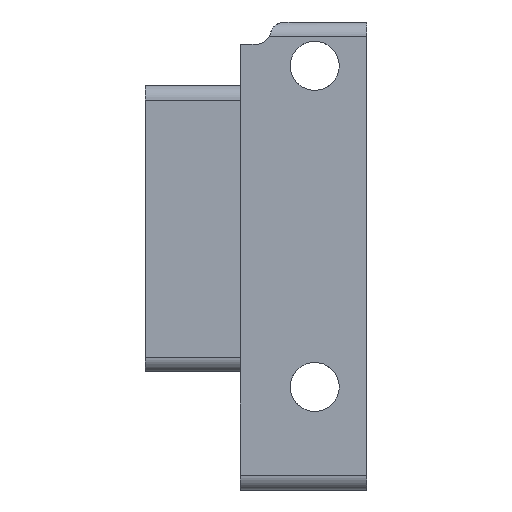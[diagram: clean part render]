
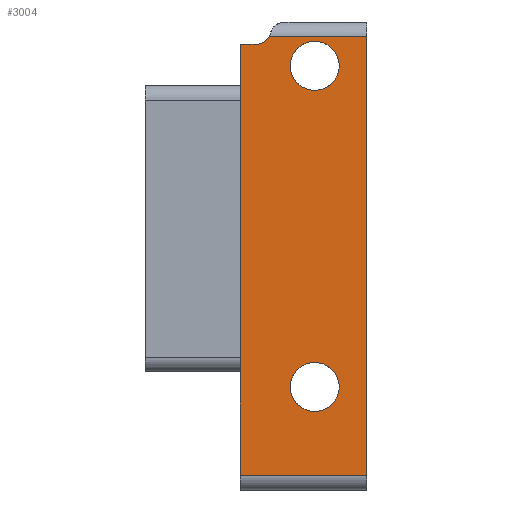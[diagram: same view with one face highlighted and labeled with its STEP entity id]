
A CAD part, left-side view. The second image highlights one B-rep face of the part: STEP entity #3004.
In plain terms, the highlighted planar face has unit normal (-1, 0, 0).
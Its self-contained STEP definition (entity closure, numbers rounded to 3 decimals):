
#49=FACE_BOUND('',#388,.T.);
#50=FACE_BOUND('',#389,.T.);
#98=PLANE('',#3212);
#214=FACE_OUTER_BOUND('',#387,.T.);
#387=EDGE_LOOP('',(#2265,#2266,#2267,#2268,#2269,#2270));
#388=EDGE_LOOP('',(#2271));
#389=EDGE_LOOP('',(#2272));
#525=CIRCLE('',#3140,1.);
#545=CIRCLE('',#3202,1.65);
#546=CIRCLE('',#3204,1.65);
#615=LINE('',#4173,#933);
#618=LINE('',#4185,#936);
#629=LINE('',#4211,#947);
#644=LINE('',#4253,#962);
#658=LINE('',#4314,#976);
#933=VECTOR('',#3383,10.);
#936=VECTOR('',#3394,10.);
#947=VECTOR('',#3417,10.);
#962=VECTOR('',#3446,10.);
#976=VECTOR('',#3494,10.);
#1287=VERTEX_POINT('',#4153);
#1291=VERTEX_POINT('',#4165);
#1293=VERTEX_POINT('',#4171);
#1298=VERTEX_POINT('',#4184);
#1307=VERTEX_POINT('',#4210);
#1327=VERTEX_POINT('',#4252);
#1365=VERTEX_POINT('',#4400);
#1366=VERTEX_POINT('',#4404);
#1587=EDGE_CURVE('',#1291,#1287,#525,.T.);
#1590=EDGE_CURVE('',#1291,#1293,#615,.T.);
#1595=EDGE_CURVE('',#1287,#1298,#618,.T.);
#1609=EDGE_CURVE('',#1298,#1307,#629,.T.);
#1630=EDGE_CURVE('',#1307,#1327,#644,.T.);
#1655=EDGE_CURVE('',#1293,#1327,#658,.T.);
#1697=EDGE_CURVE('',#1365,#1365,#545,.T.);
#1699=EDGE_CURVE('',#1366,#1366,#546,.T.);
#2265=ORIENTED_EDGE('',*,*,#1595,.F.);
#2266=ORIENTED_EDGE('',*,*,#1587,.F.);
#2267=ORIENTED_EDGE('',*,*,#1590,.T.);
#2268=ORIENTED_EDGE('',*,*,#1655,.T.);
#2269=ORIENTED_EDGE('',*,*,#1630,.F.);
#2270=ORIENTED_EDGE('',*,*,#1609,.F.);
#2271=ORIENTED_EDGE('',*,*,#1697,.T.);
#2272=ORIENTED_EDGE('',*,*,#1699,.T.);
#3004=ADVANCED_FACE('',(#214,#49,#50),#98,.T.);
#3140=AXIS2_PLACEMENT_3D('',#4167,#3377,#3378);
#3202=AXIS2_PLACEMENT_3D('',#4401,#3583,#3584);
#3204=AXIS2_PLACEMENT_3D('',#4405,#3588,#3589);
#3212=AXIS2_PLACEMENT_3D('',#4419,#3608,#3609);
#3377=DIRECTION('center_axis',(-1.,0.,0.));
#3378=DIRECTION('ref_axis',(0.,0.,1.));
#3383=DIRECTION('',(0.,1.,0.));
#3394=DIRECTION('',(0.,-1.,0.));
#3417=DIRECTION('',(0.,0.,-1.));
#3446=DIRECTION('',(0.,1.,0.));
#3494=DIRECTION('',(0.,0.,-1.));
#3583=DIRECTION('center_axis',(1.,0.,0.));
#3584=DIRECTION('ref_axis',(0.,-1.,0.));
#3588=DIRECTION('center_axis',(1.,0.,0.));
#3589=DIRECTION('ref_axis',(0.,-1.,0.));
#3608=DIRECTION('center_axis',(-1.,0.,0.));
#3609=DIRECTION('ref_axis',(0.,0.,
-1.));
#4153=CARTESIAN_POINT('',(-32.5,-12.985,10.706));
#4165=CARTESIAN_POINT('',(-32.5,-12.119,10.206));
#4167=CARTESIAN_POINT('Origin',(-32.5,-12.119,11.206));
#4171=CARTESIAN_POINT('',(-32.5,-11.056,10.206));
#4173=CARTESIAN_POINT('',(-32.5,-11.056,10.206));
#4184=CARTESIAN_POINT('',(-32.5,-19.556,10.706));
#4185=CARTESIAN_POINT('',(-32.5,-11.056,10.706));
#4210=CARTESIAN_POINT('',(-32.5,-19.556,-18.794));
#4211=CARTESIAN_POINT('',(-32.5,-19.556,11.706));
#4252=CARTESIAN_POINT('',(-32.5,-11.056,-18.794));
#4253=CARTESIAN_POINT('',(-32.5,-11.056,-18.794));
#4314=CARTESIAN_POINT('',(-32.5,-11.056,11.706));
#4400=CARTESIAN_POINT('',(-32.5,-14.406,8.756));
#4401=CARTESIAN_POINT('Origin',(-32.5,-16.056,8.756));
#4404=CARTESIAN_POINT('',(-32.5,-14.406,-12.857));
#4405=CARTESIAN_POINT('Origin',(-32.5,-16.056,-12.857));
#4419=CARTESIAN_POINT('Origin',(-32.5,-11.056,11.706));
